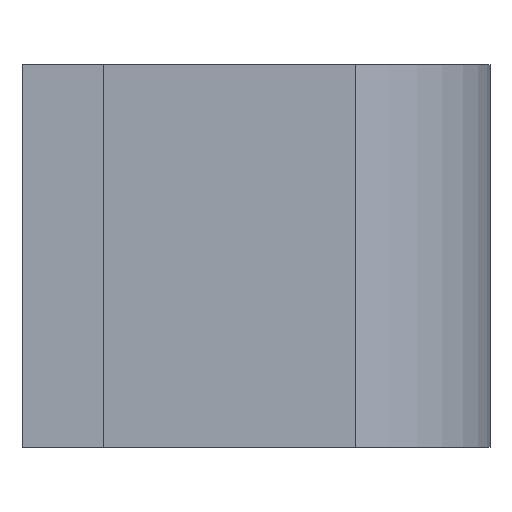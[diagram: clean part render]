
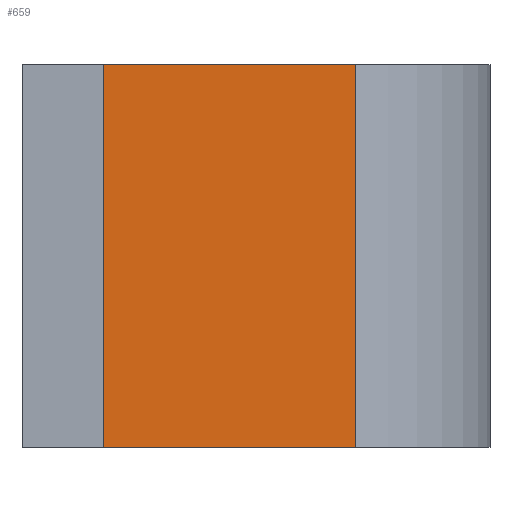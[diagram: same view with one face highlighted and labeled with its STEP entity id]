
A CAD part, left-side view. The second image highlights one B-rep face of the part: STEP entity #659.
In plain terms, the highlighted planar face has unit normal (-1, 0, 0).
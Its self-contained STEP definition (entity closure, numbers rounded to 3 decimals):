
#49=PLANE('',#742);
#85=FACE_OUTER_BOUND('',#137,.T.);
#137=EDGE_LOOP('',(#543,#544,#545,#546));
#159=LINE('',#964,#212);
#187=LINE('',#1087,#240);
#188=LINE('',#1089,#241);
#189=LINE('',#1090,#242);
#212=VECTOR('',#767,10.);
#240=VECTOR('',#903,10.);
#241=VECTOR('',#906,10.);
#242=VECTOR('',#907,10.);
#300=VERTEX_POINT('',#961);
#301=VERTEX_POINT('',#963);
#341=VERTEX_POINT('',#1083);
#342=VERTEX_POINT('',#1085);
#359=EDGE_CURVE('',#300,#301,#159,.T.);
#417=EDGE_CURVE('',#341,#342,#187,.T.);
#418=EDGE_CURVE('',#341,#300,#188,.T.);
#419=EDGE_CURVE('',#301,#342,#189,.T.);
#543=ORIENTED_EDGE('',*,*,#418,.F.);
#544=ORIENTED_EDGE('',*,*,#417,.T.);
#545=ORIENTED_EDGE('',*,*,#419,.F.);
#546=ORIENTED_EDGE('',*,*,#359,.F.);
#659=ADVANCED_FACE('',(#85),#49,.T.);
#742=AXIS2_PLACEMENT_3D('',#1088,#904,#905);
#767=DIRECTION('',(0.,0.,1.));
#903=DIRECTION('',(0.,0.,1.));
#904=DIRECTION('center_axis',(-1.,0.,0.));
#905=DIRECTION('ref_axis',(0.,-1.,0.));
#906=DIRECTION('',(0.,1.,0.));
#907=DIRECTION('',(0.,-1.,0.));
#961=CARTESIAN_POINT('',(-55.5,34.32,0.));
#963=CARTESIAN_POINT('',(-55.5,34.32,78.));
#964=CARTESIAN_POINT('',(-55.5,34.32,0.));
#1083=CARTESIAN_POINT('',(-55.5,-16.989,0.));
#1085=CARTESIAN_POINT('',(-55.5,-16.989,78.));
#1087=CARTESIAN_POINT('',(-55.5,-16.989,0.));
#1088=CARTESIAN_POINT('Origin',(-55.5,34.32,0.));
#1089=CARTESIAN_POINT('',(-55.5,-16.989,0.));
#1090=CARTESIAN_POINT('',(-55.5,-16.989,78.));
